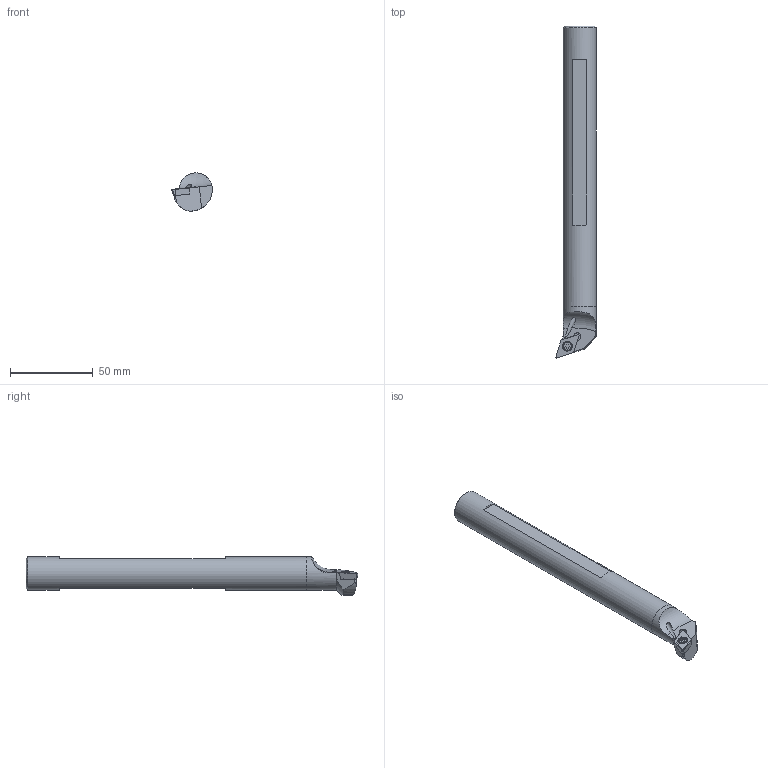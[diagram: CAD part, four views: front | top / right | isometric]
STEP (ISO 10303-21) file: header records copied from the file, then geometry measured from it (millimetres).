
FILE_DESCRIPTION(/* description */ ('Unknown'),/* implementation_level */ '2;1');
FILE_NAME(/* name */ 'E20R SDQCL 11',/* time_stamp */ '2021-06-30T14:25:38+08:00',/* author */ ('Unknown'),/* organization */ ('Unknown'),/* preprocessor_version */ 'ST-DEVELOPER v16.7',/* originating_system */ 'DEX',/* authorisation */ $);
FILE_SCHEMA (('AUTOMOTIVE_DESIGN {1 0 10303 214 3 1 1}'));
Length unit declared in the file: millimetre
Products named in the file (5): E20R SDQCL 11; M4-7L; DCMT 11T304; 2031SDQC_mir; 20R
Assembly tree (4 placements, depth 2):
  E20R SDQCL 11
    M4-7L
    DCMT 11T304
    2031SDQC_mir
    20R
Bounding box: 24.51 x 200 x 23 mm (x, y, z)
Volume: 47368.6 mm3; surface area: 18772.8 mm2
Topology: 4 solids, 4 shells, 77 faces, 197 edges, 130 vertices
Faces by surface type: plane 42, cylinder 28, cone 6, torus 1
Full cylindrical faces by diameter (mm): 3 x1, 4 x1, 4.4 x2, 5 x1, 6 x1, 9 x1, 20 x2
Entity records: 2414 total; most frequent: CARTESIAN_POINT 453, DIRECTION 396, ORIENTED_EDGE 356, EDGE_CURVE 178, AXIS2_PLACEMENT_3D 147, VERTEX_POINT 124, LINE 102, VECTOR 102
